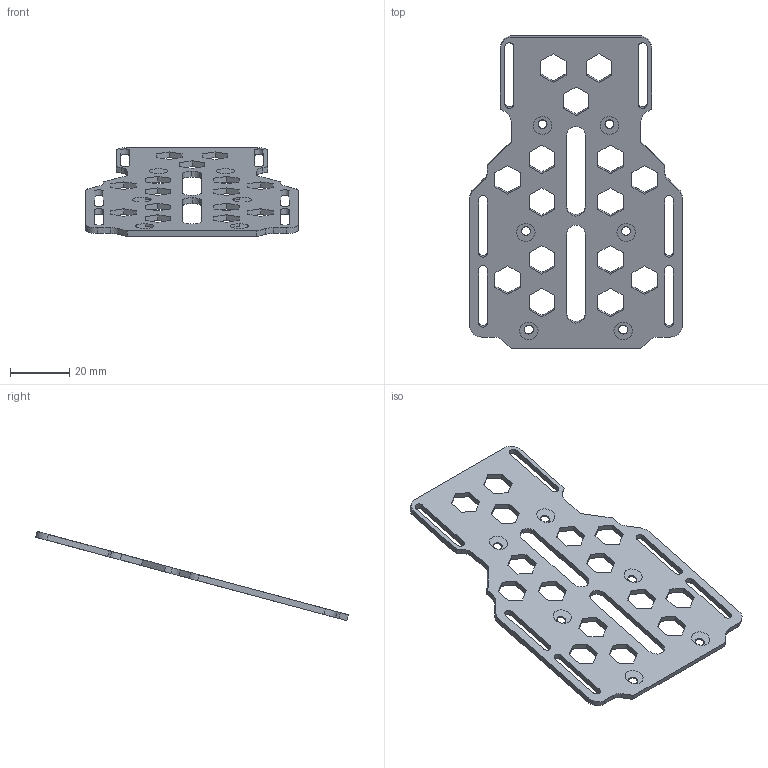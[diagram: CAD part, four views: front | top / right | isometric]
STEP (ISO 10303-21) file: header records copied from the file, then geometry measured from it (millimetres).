
FILE_DESCRIPTION(/* description */ (''),/* implementation_level */ '2;1');
FILE_NAME(/* name */ 'H02_CameraMountPlate.step',/* time_stamp */ '2023-05-24T11:31:31+08:00',/* author */ (''),/* organization */ (''),/* preprocessor_version */ 'ST-DEVELOPER v19.2',/* originating_system */ 'Autodesk Translation Framework v12.4.0.73',/* authorisation */ '');
FILE_SCHEMA (('AUTOMOTIVE_DESIGN { 1 0 10303 214 3 1 1 }'));
Length unit declared in the file: millimetre
Products named in the file (1): H02_CameraMountPlate
Bounding box: 71.91 x 105.8 x 30.14 mm (x, y, z)
Volume: 9593.5 mm3; surface area: 12218.3 mm2
Topology: 1 solids, 1 shells, 172 faces, 504 edges, 334 vertices
Faces by surface type: plane 128, cylinder 38, cone 6
Full cylindrical faces by diameter (mm): 3 x6
Entity records: 5818 total; most frequent: CARTESIAN_POINT 1011, ORIENTED_EDGE 1008, DIRECTION 932, EDGE_CURVE 504, LINE 422, VECTOR 422, VERTEX_POINT 334, AXIS2_PLACEMENT_3D 255
